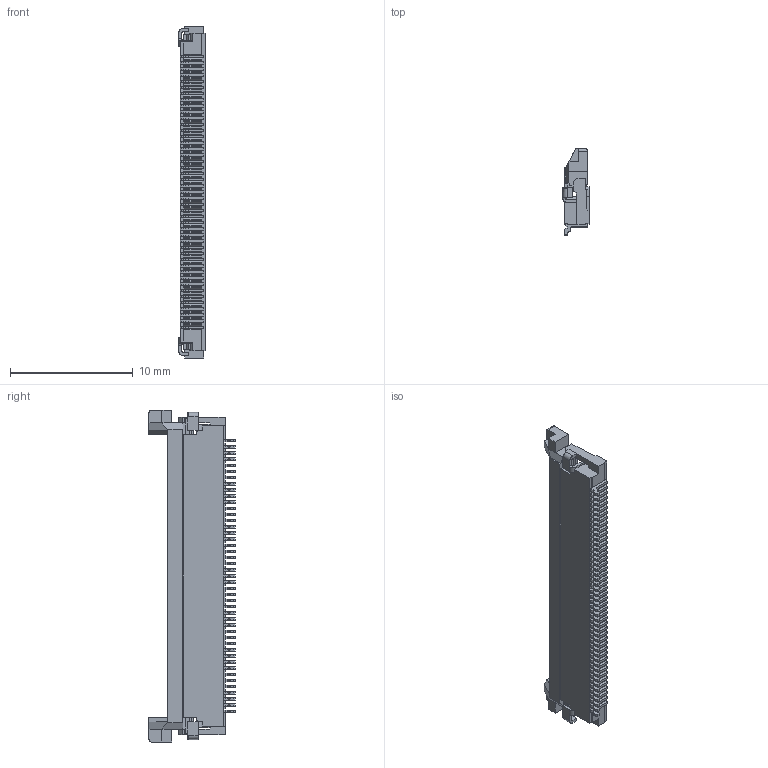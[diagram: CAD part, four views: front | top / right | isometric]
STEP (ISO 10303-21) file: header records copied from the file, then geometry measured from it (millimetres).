
FILE_DESCRIPTION(('STEP AP203'),'1');
FILE_NAME('fh12a-45s-0_5sh_55_.stp','2021-04-29T09:27:28',('TraceParts'),('TraceParts S.A.'),'Spatial InterOp 3D',' ',' ');
FILE_SCHEMA(('CONFIG_CONTROL_DESIGN'));
Length unit declared in the file: millimetre
Products named in the file (1): 1
Bounding box: 2.15 x 7 x 27 mm (x, y, z)
Volume: 168.2 mm3; surface area: 611 mm2
Topology: 1 solids, 1 shells, 1467 faces, 4092 edges, 2712 vertices
Faces by surface type: plane 1165, cylinder 300, bspline 2
Entity records: 47264 total; most frequent: CARTESIAN_POINT 8956, ORIENTED_EDGE 8184, DIRECTION 7596, EDGE_CURVE 4092, LINE 3484, VECTOR 3484, VERTEX_POINT 2712, AXIS2_PLACEMENT_3D 2056
